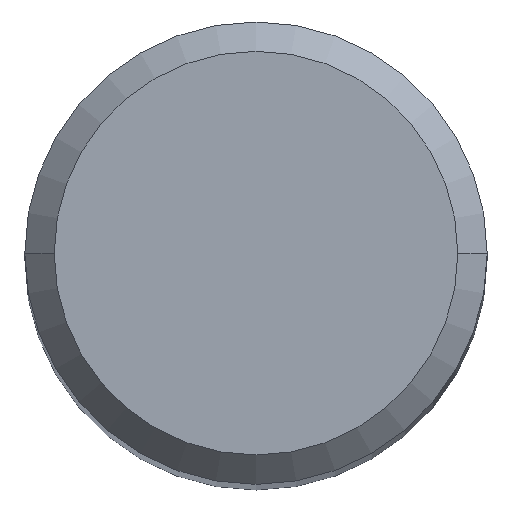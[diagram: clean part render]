
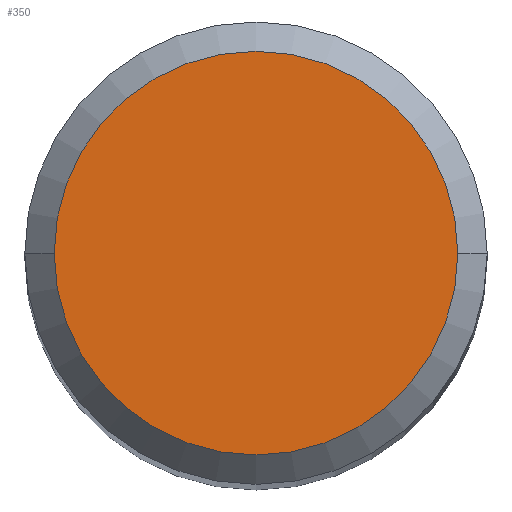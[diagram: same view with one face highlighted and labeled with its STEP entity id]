
A CAD part, top view. The second image highlights one B-rep face of the part: STEP entity #350.
In plain terms, the highlighted planar face has unit normal (0, 0, 1).
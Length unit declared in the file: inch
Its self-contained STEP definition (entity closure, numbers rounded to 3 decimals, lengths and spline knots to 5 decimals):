
#19 = CARTESIAN_POINT ( 'NONE',  ( 0., 0., 2.24409 ) ) ;
#41 = PLANE ( 'NONE',  #114 ) ;
#43 = FACE_OUTER_BOUND ( 'NONE', #373, .T. ) ;
#44 = AXIS2_PLACEMENT_3D ( 'NONE', #19, #303, #151 ) ;
#62 = CARTESIAN_POINT ( 'NONE',  ( 0.10311, 0., 2.24409 ) ) ;
#72 = EDGE_CURVE ( 'NONE', #310, #214, #202, .T. ) ;
#80 = CIRCLE ( 'NONE', #85, 0.10311 ) ;
#85 = AXIS2_PLACEMENT_3D ( 'NONE', #206, #324, #177 ) ;
#99 = CARTESIAN_POINT ( 'NONE',  ( -0.10311, 0., 2.24409 ) ) ;
#114 = AXIS2_PLACEMENT_3D ( 'NONE', #244, #266, #333 ) ;
#151 = DIRECTION ( 'NONE',  ( 1., 0., 0. ) ) ;
#177 = DIRECTION ( 'NONE',  ( 1., 0., 0. ) ) ;
#202 = CIRCLE ( 'NONE', #44, 0.10311 ) ;
#206 = CARTESIAN_POINT ( 'NONE',  ( 0., 0., 2.24409 ) ) ;
#214 = VERTEX_POINT ( 'NONE', #99 ) ;
#244 = CARTESIAN_POINT ( 'NONE',  ( 0., 0., 2.24409 ) ) ;
#266 = DIRECTION ( 'NONE',  ( 0., 0., 1. ) ) ;
#298 = ORIENTED_EDGE ( 'NONE', *, *, #332, .T. ) ;
#302 = ORIENTED_EDGE ( 'NONE', *, *, #72, .T. ) ;
#303 = DIRECTION ( 'NONE',  ( 0., 0., 1. ) ) ;
#310 = VERTEX_POINT ( 'NONE', #62 ) ;
#324 = DIRECTION ( 'NONE',  ( 0., 0., 1. ) ) ;
#332 = EDGE_CURVE ( 'NONE', #214, #310, #80, .T. ) ;
#333 = DIRECTION ( 'NONE',  ( 1., 0., 0. ) ) ;
#350 = ADVANCED_FACE ( 'NONE', ( #43 ), #41, .T. ) ;
#373 = EDGE_LOOP ( 'NONE', ( #298, #302 ) ) ;
